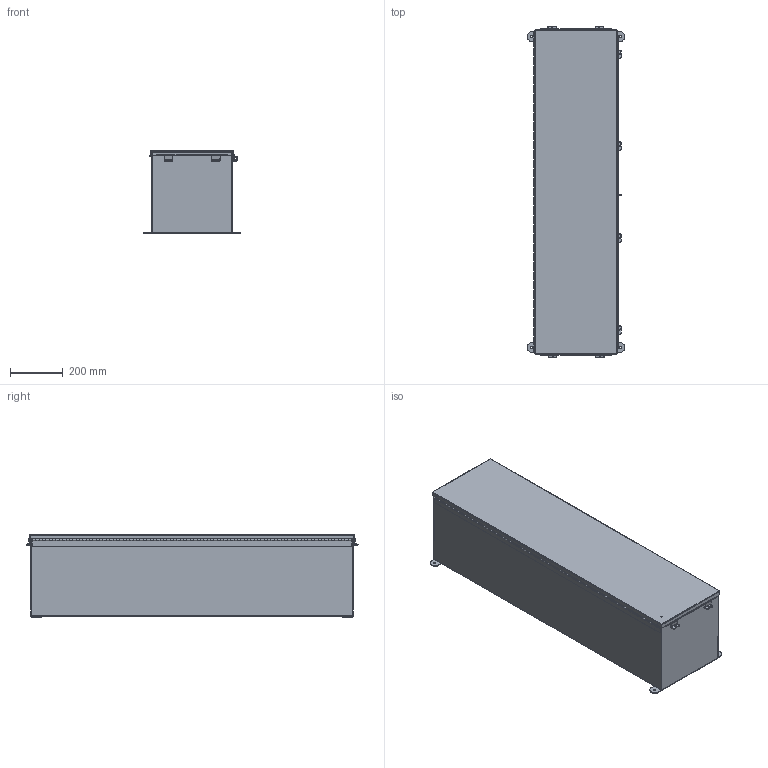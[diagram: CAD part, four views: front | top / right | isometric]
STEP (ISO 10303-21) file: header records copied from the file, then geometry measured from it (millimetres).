
FILE_DESCRIPTION (( 'STEP AP203' ), '1' );
FILE_NAME ('N121248SSCHTR.STEP', '2014-07-18T18:42:56', ( 'changeme' ), ( 'Microsoft' ), 'SwSTEP 2.0', 'SolidWorks 2013', '' );
FILE_SCHEMA (( 'CONFIG_CONTROL_DESIGN' ));
Length unit declared in the file: inch
Products named in the file (13): HW-CLH-JH-20154; N121248SSCHTR Hinge Cover Side JIC; N121248SSCHTR JIC Mounting Bracket; N121248SSCHTR _JIC Hinge; N121248SSCHTR; N121248SSCHTR JIC_Cover_Template; N121248SSCHTR JIC Clamp Bracket; N121248SSCHTR JIC Cover Clamp; N121248SSCHTR JIC Top; N121248SSCHTR JIC Bottom; N121248SSCHTR JIC Enclosure Template; N121248SSCHTR HW-CD-S-25020-034; N121248SSCHTR Hinge Body Side
Assembly tree (28 placements, depth 3):
  N121248SSCHTR
    N121248SSCHTR JIC Enclosure Template
    N121248SSCHTR _JIC Hinge
      N121248SSCHTR Hinge Body Side
      N121248SSCHTR Hinge Cover Side JIC
    N121248SSCHTR JIC_Cover_Template
    N121248SSCHTR JIC Clamp Bracket  x8
    N121248SSCHTR JIC Cover Clamp  x8
    N121248SSCHTR JIC Top
    N121248SSCHTR JIC Bottom
    N121248SSCHTR HW-CD-S-25020-034  x2
    HW-CLH-JH-20154
    N121248SSCHTR JIC Mounting Bracket  x2
Bounding box: 368.3 x 1254.93 x 313.36 mm (x, y, z)
Volume: 3551034.3 mm3; surface area: 3747414.7 mm2
Topology: 27 solids, 27 shells, 1468 faces, 3725 edges, 2313 vertices
Faces by surface type: plane 889, cylinder 559, bspline 8, torus 8, cone 4
Entity records: 36694 total; most frequent: CARTESIAN_POINT 6399, DIRECTION 6137, ORIENTED_EDGE 5920, EDGE_CURVE 2960, AXIS2_PLACEMENT_3D 2047, VECTOR 2043, LINE 2043, VERTEX_POINT 1861
